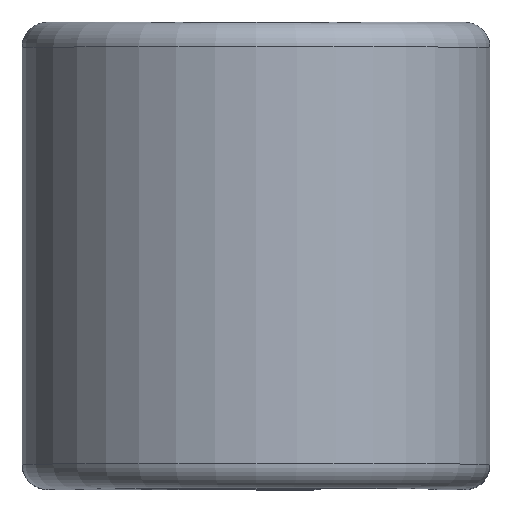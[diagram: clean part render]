
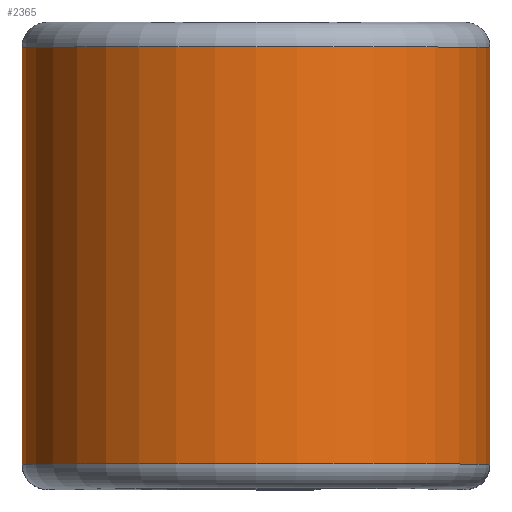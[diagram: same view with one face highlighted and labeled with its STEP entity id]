
A CAD part, top view. The second image highlights one B-rep face of the part: STEP entity #2365.
In plain terms, the highlighted cylindrical face has radius 7.163 mm (diameter 14.326 mm), a partial arc.
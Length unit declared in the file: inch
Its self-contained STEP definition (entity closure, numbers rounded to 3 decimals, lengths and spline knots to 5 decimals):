
#377 = CIRCLE ( 'NONE', #2543, 0.282 ) ;
#473 = CARTESIAN_POINT ( 'NONE',  ( 0.282, 0.25125, 0.375 ) ) ;
#491 = CYLINDRICAL_SURFACE ( 'NONE', #764, 0.282 ) ;
#521 = VECTOR ( 'NONE', #2971, 39.37008 ) ;
#612 = AXIS2_PLACEMENT_3D ( 'NONE', #1296, #2936, #1548 ) ;
#661 = ORIENTED_EDGE ( 'NONE', *, *, #2222, .F. ) ;
#764 = AXIS2_PLACEMENT_3D ( 'NONE', #1062, #2462, #1986 ) ;
#808 = VERTEX_POINT ( 'NONE', #1216 ) ;
#900 = ORIENTED_EDGE ( 'NONE', *, *, #2339, .F. ) ;
#968 = VERTEX_POINT ( 'NONE', #2865 ) ;
#1062 = CARTESIAN_POINT ( 'NONE',  ( 0., 0.25, 0.375 ) ) ;
#1121 = VERTEX_POINT ( 'NONE', #473 ) ;
#1138 = LINE ( 'NONE', #2745, #521 ) ;
#1216 = CARTESIAN_POINT ( 'NONE',  ( -0.282, 0.25125, 0.375 ) ) ;
#1279 = DIRECTION ( 'NONE',  ( 0., -1., 0. ) ) ;
#1296 = CARTESIAN_POINT ( 'NONE',  ( 0., 0.25125, 0.375 ) ) ;
#1320 = CARTESIAN_POINT ( 'NONE',  ( -0.282, -0.25125, 0.375 ) ) ;
#1384 = VECTOR ( 'NONE', #2211, 39.37008 ) ;
#1521 = CARTESIAN_POINT ( 'NONE',  ( 0.282, 0.25125, 0.375 ) ) ;
#1548 = DIRECTION ( 'NONE',  ( 0., 0., -1. ) ) ;
#1549 = ORIENTED_EDGE ( 'NONE', *, *, #2377, .T. ) ;
#1697 = CIRCLE ( 'NONE', #612, 0.282 ) ;
#1986 = DIRECTION ( 'NONE',  ( 0., 0., -1. ) ) ;
#1991 = FACE_OUTER_BOUND ( 'NONE', #2028, .T. ) ;
#2028 = EDGE_LOOP ( 'NONE', ( #2864, #1549, #661, #900 ) ) ;
#2211 = DIRECTION ( 'NONE',  ( 0., 1., 0. ) ) ;
#2222 = EDGE_CURVE ( 'NONE', #2744, #808, #1138, .T. ) ;
#2339 = EDGE_CURVE ( 'NONE', #968, #2744, #377, .T. ) ;
#2353 = EDGE_CURVE ( 'NONE', #968, #1121, #2626, .T. ) ;
#2365 = ADVANCED_FACE ( 'NONE', ( #1991 ), #491, .T. ) ;
#2377 = EDGE_CURVE ( 'NONE', #1121, #808, #1697, .T. ) ;
#2462 = DIRECTION ( 'NONE',  ( 0., -1., 0. ) ) ;
#2543 = AXIS2_PLACEMENT_3D ( 'NONE', #2689, #1279, #2917 ) ;
#2626 = LINE ( 'NONE', #1521, #1384 ) ;
#2689 = CARTESIAN_POINT ( 'NONE',  ( 0., -0.25125, 0.375 ) ) ;
#2744 = VERTEX_POINT ( 'NONE', #1320 ) ;
#2745 = CARTESIAN_POINT ( 'NONE',  ( -0.282, 0.25125, 0.375 ) ) ;
#2864 = ORIENTED_EDGE ( 'NONE', *, *, #2353, .T. ) ;
#2865 = CARTESIAN_POINT ( 'NONE',  ( 0.282, -0.25125, 0.375 ) ) ;
#2917 = DIRECTION ( 'NONE',  ( 0., 0., -1. ) ) ;
#2936 = DIRECTION ( 'NONE',  ( 0., -1., 0. ) ) ;
#2971 = DIRECTION ( 'NONE',  ( 0., 1., 0. ) ) ;
